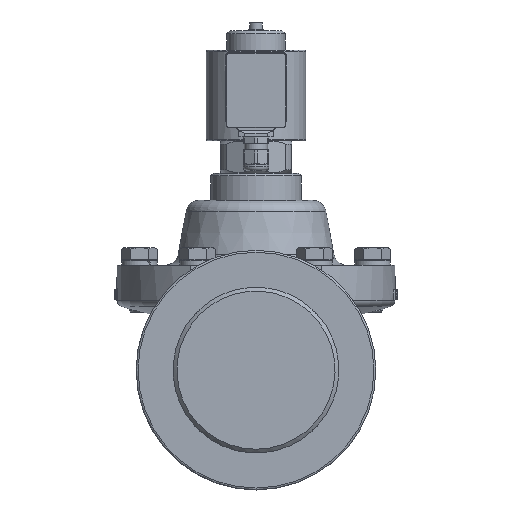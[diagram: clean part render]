
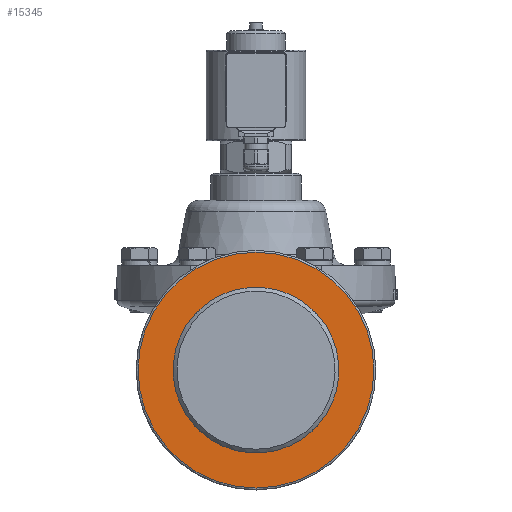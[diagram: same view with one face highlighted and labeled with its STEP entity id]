
A CAD part, front view. The second image highlights one B-rep face of the part: STEP entity #15345.
In plain terms, the highlighted planar face has unit normal (0, -1, 0).
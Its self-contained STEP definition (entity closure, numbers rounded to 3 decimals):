
#1667=FACE_BOUND('',#3441,.T.);
#1842=CIRCLE('',#16336,91.);
#1843=CIRCLE('',#16337,9.);
#1844=CIRCLE('',#16338,64.);
#1845=CIRCLE('',#16339,9.);
#1846=CIRCLE('',#16340,64.);
#1847=CIRCLE('',#16341,9.);
#1848=CIRCLE('',#16342,64.);
#1849=CIRCLE('',#16343,9.);
#1850=CIRCLE('',#16344,64.);
#2427=FACE_OUTER_BOUND('',#3440,.T.);
#3440=EDGE_LOOP('',(#11012));
#3441=EDGE_LOOP('',(#11013,#11014,#11015,#11016,#11017,#11018,#11019,#11020));
#6568=VERTEX_POINT('',#25969);
#6569=VERTEX_POINT('',#25971);
#6570=VERTEX_POINT('',#25972);
#6571=VERTEX_POINT('',#25974);
#6572=VERTEX_POINT('',#25976);
#6573=VERTEX_POINT('',#25978);
#6574=VERTEX_POINT('',#25980);
#6575=VERTEX_POINT('',#25982);
#6576=VERTEX_POINT('',#25984);
#8241=EDGE_CURVE('',#6568,#6568,#1842,.T.);
#8242=EDGE_CURVE('',#6569,#6570,#1843,.T.);
#8243=EDGE_CURVE('',#6569,#6571,#1844,.T.);
#8244=EDGE_CURVE('',#6572,#6571,#1845,.T.);
#8245=EDGE_CURVE('',#6572,#6573,#1846,.T.);
#8246=EDGE_CURVE('',#6574,#6573,#1847,.T.);
#8247=EDGE_CURVE('',#6574,#6575,#1848,.T.);
#8248=EDGE_CURVE('',#6576,#6575,#1849,.T.);
#8249=EDGE_CURVE('',#6576,#6570,#1850,.T.);
#11012=ORIENTED_EDGE('',*,*,#8241,.F.);
#11013=ORIENTED_EDGE('',*,*,#8242,.F.);
#11014=ORIENTED_EDGE('',*,*,#8243,.T.);
#11015=ORIENTED_EDGE('',*,*,#8244,.F.);
#11016=ORIENTED_EDGE('',*,*,#8245,.T.);
#11017=ORIENTED_EDGE('',*,*,#8246,.F.);
#11018=ORIENTED_EDGE('',*,*,#8247,.T.);
#11019=ORIENTED_EDGE('',*,*,#8248,.F.);
#11020=ORIENTED_EDGE('',*,*,#8249,.T.);
#14886=PLANE('',#16335);
#15345=ADVANCED_FACE('',(#2427,#1667),#14886,.T.);
#16335=AXIS2_PLACEMENT_3D('',#25968,#17969,#17970);
#16336=AXIS2_PLACEMENT_3D('',#25970,#17971,#17972);
#16337=AXIS2_PLACEMENT_3D('',#25973,#17973,#17974);
#16338=AXIS2_PLACEMENT_3D('',#25975,#17975,#17976);
#16339=AXIS2_PLACEMENT_3D('',#25977,#17977,#17978);
#16340=AXIS2_PLACEMENT_3D('',#25979,#17979,#17980);
#16341=AXIS2_PLACEMENT_3D('',#25981,#17981,#17982);
#16342=AXIS2_PLACEMENT_3D('',#25983,#17983,#17984);
#16343=AXIS2_PLACEMENT_3D('',#25985,#17985,#17986);
#16344=AXIS2_PLACEMENT_3D('',#25986,#17987,#17988);
#17969=DIRECTION('center_axis',(0.,-1.,0.));
#17970=DIRECTION('ref_axis',(0.,0.,-1.));
#17971=DIRECTION('center_axis',(0.,1.,0.));
#17972=DIRECTION('ref_axis',(1.,0.,0.));
#17973=DIRECTION('center_axis',(0.,1.,0.));
#17974=DIRECTION('ref_axis',(1.,0.,0.));
#17975=DIRECTION('center_axis',(0.,1.,0.));
#17976=DIRECTION('ref_axis',(1.,0.,0.));
#17977=DIRECTION('center_axis',(0.,1.,0.));
#17978=DIRECTION('ref_axis',(1.,0.,0.));
#17979=DIRECTION('center_axis',(0.,1.,0.));
#17980=DIRECTION('ref_axis',(1.,0.,0.));
#17981=DIRECTION('center_axis',(0.,1.,0.));
#17982=DIRECTION('ref_axis',(1.,0.,0.));
#17983=DIRECTION('center_axis',(0.,1.,0.));
#17984=DIRECTION('ref_axis',(1.,0.,0.));
#17985=DIRECTION('center_axis',(0.,1.,0.));
#17986=DIRECTION('ref_axis',(1.,0.,0.));
#17987=DIRECTION('center_axis',(0.,1.,0.));
#17988=DIRECTION('ref_axis',(1.,0.,0.));
#25968=CARTESIAN_POINT('Origin',(0.,-142.,91.));
#25969=CARTESIAN_POINT('',(0.,-142.,91.));
#25970=CARTESIAN_POINT('Origin',(0.,-142.,0.));
#25971=CARTESIAN_POINT('',(-47.177,-142.,-43.247));
#25972=CARTESIAN_POINT('',(-43.247,-142.,-47.177));
#25973=CARTESIAN_POINT('Origin',(-51.265,-142.,-51.265));
#25974=CARTESIAN_POINT('',(-47.177,-142.,43.247));
#25975=CARTESIAN_POINT('Origin',(0.,-142.,0.));
#25976=CARTESIAN_POINT('',(-43.247,-142.,47.177));
#25977=CARTESIAN_POINT('Origin',(-51.265,-142.,51.265));
#25978=CARTESIAN_POINT('',(43.247,-142.,47.177));
#25979=CARTESIAN_POINT('Origin',(0.,-142.,0.));
#25980=CARTESIAN_POINT('',(47.177,-142.,43.247));
#25981=CARTESIAN_POINT('Origin',(51.265,-142.,51.265));
#25982=CARTESIAN_POINT('',(47.177,-142.,-43.247));
#25983=CARTESIAN_POINT('Origin',(0.,-142.,0.));
#25984=CARTESIAN_POINT('',(43.247,-142.,-47.177));
#25985=CARTESIAN_POINT('Origin',(51.265,-142.,-51.265));
#25986=CARTESIAN_POINT('Origin',(0.,-142.,0.));
